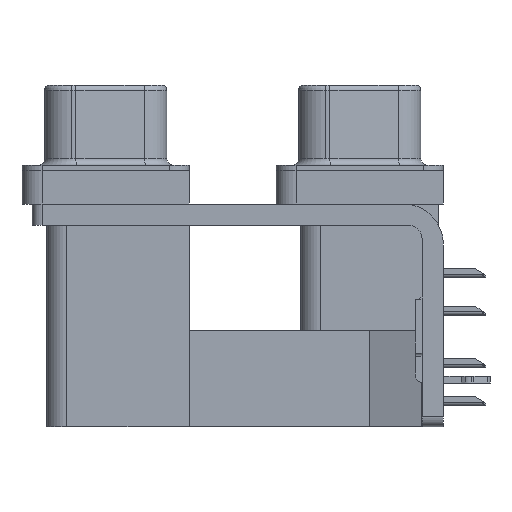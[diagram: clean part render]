
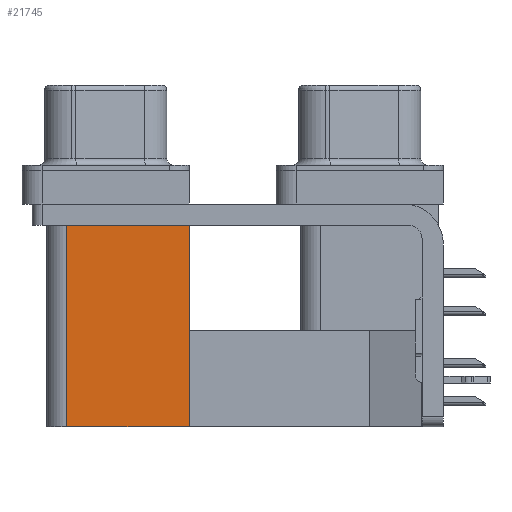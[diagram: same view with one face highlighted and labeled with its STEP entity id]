
A CAD part, left-side view. The second image highlights one B-rep face of the part: STEP entity #21745.
In plain terms, the highlighted planar face has unit normal (-1, 0, 0).
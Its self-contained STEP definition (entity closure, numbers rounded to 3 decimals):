
#346 = EDGE_CURVE ( 'NONE', #10491, #11661, #4309, .T. ) ;
#779 = CARTESIAN_POINT ( 'NONE',  ( 3.79, 12.775, -2.5 ) ) ;
#2030 = DIRECTION ( 'NONE',  ( 0., 0., -1. ) ) ;
#2235 = LINE ( 'NONE', #14329, #17717 ) ;
#2366 = CARTESIAN_POINT ( 'NONE',  ( 3.79, 21.975, -19.2 ) ) ;
#2457 = EDGE_CURVE ( 'NONE', #11661, #19541, #17899, .T. ) ;
#2458 = EDGE_CURVE ( 'NONE', #10491, #11314, #2235, .T. ) ;
#2778 = CARTESIAN_POINT ( 'NONE',  ( 3.79, 12.775, -19.2 ) ) ;
#3954 = ORIENTED_EDGE ( 'NONE', *, *, #346, .F. ) ;
#4309 = LINE ( 'NONE', #2778, #13346 ) ;
#5260 = ORIENTED_EDGE ( 'NONE', *, *, #2457, .F. ) ;
#6002 = DIRECTION ( 'NONE',  ( 1., 0., 0. ) ) ;
#7423 = AXIS2_PLACEMENT_3D ( 'NONE', #19493, #6002, #2030 ) ;
#10491 = VERTEX_POINT ( 'NONE', #22069 ) ;
#10519 = DIRECTION ( 'NONE',  ( 0., 0., 1. ) ) ;
#11314 = VERTEX_POINT ( 'NONE', #15899 ) ;
#11596 = FACE_OUTER_BOUND ( 'NONE', #13713, .T. ) ;
#11661 = VERTEX_POINT ( 'NONE', #22345 ) ;
#11762 = EDGE_CURVE ( 'NONE', #11314, #19541, #20546, .T. ) ;
#12222 = ORIENTED_EDGE ( 'NONE', *, *, #11762, .T. ) ;
#12429 = VECTOR ( 'NONE', #10519, 1000. ) ;
#13346 = VECTOR ( 'NONE', #19969, 1000. ) ;
#13451 = CARTESIAN_POINT ( 'NONE',  ( 3.79, 21.975, -2.5 ) ) ;
#13713 = EDGE_LOOP ( 'NONE', ( #12222, #5260, #3954, #24749 ) ) ;
#13763 = PLANE ( 'NONE',  #7423 ) ;
#14329 = CARTESIAN_POINT ( 'NONE',  ( 3.79, 12.775, -19.2 ) ) ;
#14400 = VECTOR ( 'NONE', #14684, 1000. ) ;
#14684 = DIRECTION ( 'NONE',  ( 0., 1., 0. ) ) ;
#15899 = CARTESIAN_POINT ( 'NONE',  ( 3.79, 12.775, -2.5 ) ) ;
#17717 = VECTOR ( 'NONE', #23915, 1000. ) ;
#17899 = LINE ( 'NONE', #2366, #12429 ) ;
#19493 = CARTESIAN_POINT ( 'NONE',  ( 3.79, 12.775, -19.2 ) ) ;
#19541 = VERTEX_POINT ( 'NONE', #13451 ) ;
#19969 = DIRECTION ( 'NONE',  ( 0., 1., 0. ) ) ;
#20546 = LINE ( 'NONE', #779, #14400 ) ;
#21745 = ADVANCED_FACE ( 'NONE', ( #11596 ), #13763, .F. ) ;
#22069 = CARTESIAN_POINT ( 'NONE',  ( 3.79, 12.775, -19.2 ) ) ;
#22345 = CARTESIAN_POINT ( 'NONE',  ( 3.79, 21.975, -19.2 ) ) ;
#23915 = DIRECTION ( 'NONE',  ( 0., 0., 1. ) ) ;
#24749 = ORIENTED_EDGE ( 'NONE', *, *, #2458, .T. ) ;
